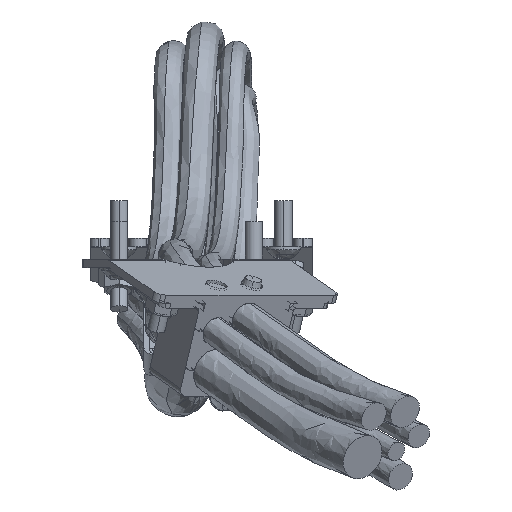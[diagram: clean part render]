
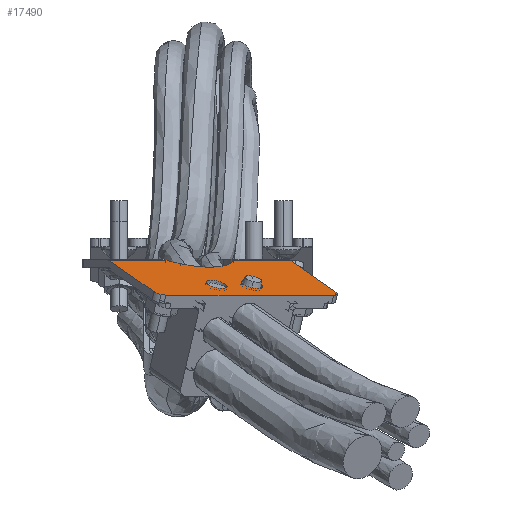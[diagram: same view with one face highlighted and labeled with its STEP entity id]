
A CAD part, top view. The second image highlights one B-rep face of the part: STEP entity #17490.
In plain terms, the highlighted planar face has unit normal (0.215, 0.927, 0.307).
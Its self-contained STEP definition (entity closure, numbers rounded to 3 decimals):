
#208 = DIRECTION ( 'NONE',  ( 0.215, 0.927, 0.307 ) ) ;
#209 = VERTEX_POINT ( 'NONE', #15184 ) ;
#254 = EDGE_CURVE ( 'NONE', #29308, #22239, #19329, .T. ) ;
#289 = CIRCLE ( 'NONE', #9268, 3.75 ) ;
#419 = ORIENTED_EDGE ( 'NONE', *, *, #254, .F. ) ;
#439 = CARTESIAN_POINT ( 'NONE',  ( 170.415, -233.267, 976.149 ) ) ;
#442 = EDGE_CURVE ( 'NONE', #22840, #28754, #20308, .T. ) ;
#499 = CIRCLE ( 'NONE', #21188, 3.75 ) ;
#965 = CIRCLE ( 'NONE', #4765, 3. ) ;
#1717 = VERTEX_POINT ( 'NONE', #11580 ) ;
#1735 = FACE_OUTER_BOUND ( 'NONE', #17397, .T. ) ;
#1946 = EDGE_CURVE ( 'NONE', #28754, #209, #10180, .T. ) ;
#2003 = CARTESIAN_POINT ( 'NONE',  ( 142.808, -234.016, 997.743 ) ) ;
#2020 = ORIENTED_EDGE ( 'NONE', *, *, #2480, .F. ) ;
#2480 = EDGE_CURVE ( 'NONE', #6011, #1717, #24427, .T. ) ;
#2541 = FACE_BOUND ( 'NONE', #15925, .T. ) ;
#2716 = CARTESIAN_POINT ( 'NONE',  ( 180.982, -238.691, 985.139 ) ) ;
#3019 = DIRECTION ( 'NONE',  ( 0., -0.314, 0.949 ) ) ;
#3029 = DIRECTION ( 'NONE',  ( 0.215, 0.927, 0.307 ) ) ;
#3058 = CARTESIAN_POINT ( 'NONE',  ( 167.565, -247.127, 1020.024 ) ) ;
#3066 = CARTESIAN_POINT ( 'NONE',  ( 133.607, -249.75, 1051.725 ) ) ;
#3507 = VERTEX_POINT ( 'NONE', #27926 ) ;
#3978 = CARTESIAN_POINT ( 'NONE',  ( 137.66, -250.873, 1052.282 ) ) ;
#4460 = VERTEX_POINT ( 'NONE', #6773 ) ;
#4488 = DIRECTION ( 'NONE',  ( 0., -0.314, 0.949 ) ) ;
#4616 = EDGE_CURVE ( 'NONE', #209, #29308, #965, .T. ) ;
#4695 = AXIS2_PLACEMENT_3D ( 'NONE', #26152, #13094, #28098 ) ;
#4765 = AXIS2_PLACEMENT_3D ( 'NONE', #5682, #5656, #5609 ) ;
#5181 = AXIS2_PLACEMENT_3D ( 'NONE', #23954, #28339, #28295 ) ;
#5345 = AXIS2_PLACEMENT_3D ( 'NONE', #5945, #22071, #8444 ) ;
#5426 = DIRECTION ( 'NONE',  ( 0., 0.314, -0.949 ) ) ;
#5609 = DIRECTION ( 'NONE',  ( 0., -0.314, 0.949 ) ) ;
#5656 = DIRECTION ( 'NONE',  ( -0.215, -0.927, -0.307 ) ) ;
#5682 = CARTESIAN_POINT ( 'NONE',  ( 136.064, -249.75, 1050.004 ) ) ;
#5945 = CARTESIAN_POINT ( 'NONE',  ( 155.278, -247.127, 1028.627 ) ) ;
#6011 = VERTEX_POINT ( 'NONE', #2716 ) ;
#6479 = EDGE_CURVE ( 'NONE', #1717, #22840, #23686, .T. ) ;
#6617 = ORIENTED_EDGE ( 'NONE', *, *, #7124, .F. ) ;
#6694 = EDGE_CURVE ( 'NONE', #22239, #4460, #18258, .T. ) ;
#6773 = CARTESIAN_POINT ( 'NONE',  ( 137.709, -238.691, 1015.439 ) ) ;
#7124 = EDGE_CURVE ( 'NONE', #7377, #29285, #499, .T. ) ;
#7377 = VERTEX_POINT ( 'NONE', #28914 ) ;
#8213 = ORIENTED_EDGE ( 'NONE', *, *, #442, .F. ) ;
#8444 = DIRECTION ( 'NONE',  ( 0., -0.314, 0.949 ) ) ;
#9268 = AXIS2_PLACEMENT_3D ( 'NONE', #9309, #24868, #11652 ) ;
#9309 = CARTESIAN_POINT ( 'NONE',  ( 155.278, -247.127, 1028.627 ) ) ;
#10121 = CARTESIAN_POINT ( 'NONE',  ( 142.808, -239.986, 1015.781 ) ) ;
#10180 = CIRCLE ( 'NONE', #5181, 3. ) ;
#11580 = CARTESIAN_POINT ( 'NONE',  ( 196.681, -249.75, 1007.559 ) ) ;
#11652 = DIRECTION ( 'NONE',  ( 0., -0.314, 0.949 ) ) ;
#11933 = ORIENTED_EDGE ( 'NONE', *, *, #28775, .F. ) ;
#12106 = CIRCLE ( 'NONE', #5345, 3.75 ) ;
#12366 = PLANE ( 'NONE',  #16132 ) ;
#12688 = VECTOR ( 'NONE', #16030, 1000. ) ;
#12721 = CARTESIAN_POINT ( 'NONE',  ( 195.819, -250.873, 1011.559 ) ) ;
#12746 = CARTESIAN_POINT ( 'NONE',  ( 117.908, -238.691, 1029.304 ) ) ;
#12814 = DIRECTION ( 'NONE',  ( 0.819, 0., -0.574 ) ) ;
#13094 = DIRECTION ( 'NONE',  ( 0.215, 0.927, 0.307 ) ) ;
#13199 = DIRECTION ( 'NONE',  ( -0.819, 0., 0.574 ) ) ;
#13200 = CARTESIAN_POINT ( 'NONE',  ( 117.908, -238.691, 1029.304 ) ) ;
#13387 = CIRCLE ( 'NONE', #23865, 19. ) ;
#14229 = VECTOR ( 'NONE', #13199, 1000. ) ;
#14562 = CARTESIAN_POINT ( 'NONE',  ( 133.607, -249.75, 1051.725 ) ) ;
#14645 = CARTESIAN_POINT ( 'NONE',  ( 142.808, -234.016, 997.743 ) ) ;
#14696 = DIRECTION ( 'NONE',  ( -0.532, 0.375, -0.76 ) ) ;
#14780 = ORIENTED_EDGE ( 'NONE', *, *, #6694, .F. ) ;
#15184 = CARTESIAN_POINT ( 'NONE',  ( 136.064, -250.692, 1052.852 ) ) ;
#15925 = EDGE_LOOP ( 'NONE', ( #6617, #21747 ) ) ;
#16030 = DIRECTION ( 'NONE',  ( 0.532, -0.375, 0.76 ) ) ;
#16132 = AXIS2_PLACEMENT_3D ( 'NONE', #439, #19487, #5426 ) ;
#16474 = CARTESIAN_POINT ( 'NONE',  ( 180.982, -238.691, 985.139 ) ) ;
#16942 = ORIENTED_EDGE ( 'NONE', *, *, #24357, .F. ) ;
#16975 = DIRECTION ( 'NONE',  ( 0., -0.314, 0.949 ) ) ;
#17174 = CIRCLE ( 'NONE', #28075, 19. ) ;
#17358 = CARTESIAN_POINT ( 'NONE',  ( 167.565, -245.949, 1016.464 ) ) ;
#17397 = EDGE_LOOP ( 'NONE', ( #419, #22085, #28060, #8213, #28370, #2020, #16942, #25331, #11933, #14780 ) ) ;
#17490 = ADVANCED_FACE ( 'NONE', ( #26053, #2541, #1735 ), #12366, .F. ) ;
#17535 = VECTOR ( 'NONE', #12814, 1000. ) ;
#17738 = CARTESIAN_POINT ( 'NONE',  ( 161.181, -238.691, 999.004 ) ) ;
#18055 = EDGE_CURVE ( 'NONE', #24424, #22222, #13387, .T. ) ;
#18258 = LINE ( 'NONE', #12746, #17535 ) ;
#18591 = VECTOR ( 'NONE', #14696, 1000. ) ;
#18616 = DIRECTION ( 'NONE',  ( 0.215, 0.927, 0.307 ) ) ;
#19035 = CIRCLE ( 'NONE', #4695, 3.75 ) ;
#19329 = LINE ( 'NONE', #14562, #18591 ) ;
#19487 = DIRECTION ( 'NONE',  ( -0.215, -0.927, -0.307 ) ) ;
#20040 = VERTEX_POINT ( 'NONE', #24300 ) ;
#20308 = LINE ( 'NONE', #12721, #14229 ) ;
#21188 = AXIS2_PLACEMENT_3D ( 'NONE', #3058, #3029, #3019 ) ;
#21440 = DIRECTION ( 'NONE',  ( 0.819, 0., -0.574 ) ) ;
#21569 = EDGE_LOOP ( 'NONE', ( #23698, #26212 ) ) ;
#21747 = ORIENTED_EDGE ( 'NONE', *, *, #22084, .F. ) ;
#22071 = DIRECTION ( 'NONE',  ( 0.215, 0.927, 0.307 ) ) ;
#22084 = EDGE_CURVE ( 'NONE', #29285, #7377, #19035, .T. ) ;
#22085 = ORIENTED_EDGE ( 'NONE', *, *, #4616, .F. ) ;
#22222 = VERTEX_POINT ( 'NONE', #17738 ) ;
#22239 = VERTEX_POINT ( 'NONE', #13200 ) ;
#22840 = VERTEX_POINT ( 'NONE', #23304 ) ;
#23304 = CARTESIAN_POINT ( 'NONE',  ( 195.819, -250.873, 1011.559 ) ) ;
#23457 = CARTESIAN_POINT ( 'NONE',  ( 161.181, -238.691, 999.004 ) ) ;
#23686 = CIRCLE ( 'NONE', #24778, 3. ) ;
#23698 = ORIENTED_EDGE ( 'NONE', *, *, #26514, .F. ) ;
#23865 = AXIS2_PLACEMENT_3D ( 'NONE', #14645, #208, #16975 ) ;
#23954 = CARTESIAN_POINT ( 'NONE',  ( 136.064, -249.75, 1050.004 ) ) ;
#24300 = CARTESIAN_POINT ( 'NONE',  ( 155.278, -245.949, 1025.067 ) ) ;
#24357 = EDGE_CURVE ( 'NONE', #22222, #6011, #27993, .T. ) ;
#24396 = DIRECTION ( 'NONE',  ( 0., -0.314, 0.949 ) ) ;
#24415 = DIRECTION ( 'NONE',  ( -0.215, -0.927, -0.307 ) ) ;
#24419 = CARTESIAN_POINT ( 'NONE',  ( 194.224, -249.75, 1009.28 ) ) ;
#24424 = VERTEX_POINT ( 'NONE', #10121 ) ;
#24427 = LINE ( 'NONE', #16474, #12688 ) ;
#24778 = AXIS2_PLACEMENT_3D ( 'NONE', #24419, #24415, #24396 ) ;
#24868 = DIRECTION ( 'NONE',  ( 0.215, 0.927, 0.307 ) ) ;
#25331 = ORIENTED_EDGE ( 'NONE', *, *, #18055, .F. ) ;
#26053 = FACE_BOUND ( 'NONE', #21569, .T. ) ;
#26152 = CARTESIAN_POINT ( 'NONE',  ( 167.565, -247.127, 1020.024 ) ) ;
#26212 = ORIENTED_EDGE ( 'NONE', *, *, #27285, .F. ) ;
#26514 = EDGE_CURVE ( 'NONE', #3507, #20040, #289, .T. ) ;
#27285 = EDGE_CURVE ( 'NONE', #20040, #3507, #12106, .T. ) ;
#27372 = VECTOR ( 'NONE', #21440, 1000. ) ;
#27926 = CARTESIAN_POINT ( 'NONE',  ( 155.278, -248.306, 1032.187 ) ) ;
#27993 = LINE ( 'NONE', #23457, #27372 ) ;
#28060 = ORIENTED_EDGE ( 'NONE', *, *, #1946, .F. ) ;
#28075 = AXIS2_PLACEMENT_3D ( 'NONE', #2003, #18616, #4488 ) ;
#28098 = DIRECTION ( 'NONE',  ( 0., -0.314, 0.949 ) ) ;
#28295 = DIRECTION ( 'NONE',  ( 0., -0.314, 0.949 ) ) ;
#28339 = DIRECTION ( 'NONE',  ( -0.215, -0.927, -0.307 ) ) ;
#28370 = ORIENTED_EDGE ( 'NONE', *, *, #6479, .F. ) ;
#28754 = VERTEX_POINT ( 'NONE', #3978 ) ;
#28775 = EDGE_CURVE ( 'NONE', #4460, #24424, #17174, .T. ) ;
#28914 = CARTESIAN_POINT ( 'NONE',  ( 167.565, -248.306, 1023.584 ) ) ;
#29285 = VERTEX_POINT ( 'NONE', #17358 ) ;
#29308 = VERTEX_POINT ( 'NONE', #3066 ) ;
